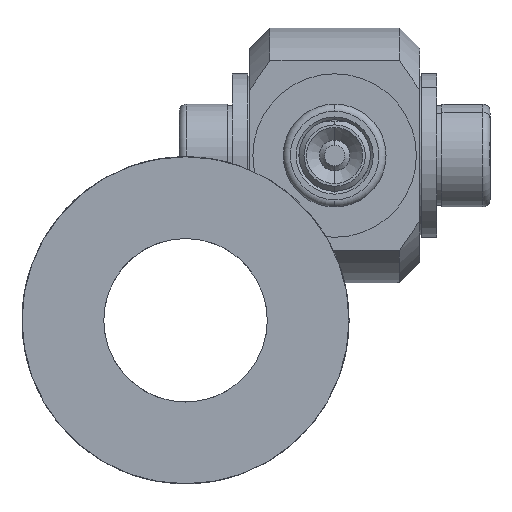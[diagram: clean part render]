
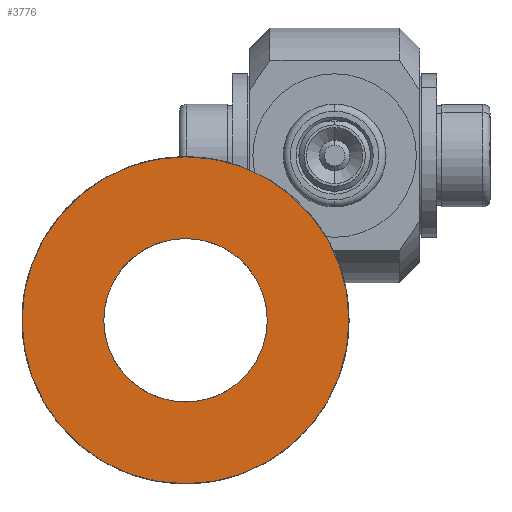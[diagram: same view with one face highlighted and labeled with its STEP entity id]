
A CAD part, left-side view. The second image highlights one B-rep face of the part: STEP entity #3776.
In plain terms, the highlighted face is planar.
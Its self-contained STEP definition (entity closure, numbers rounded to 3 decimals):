
#496=PLANE('',#7144);
#1295=VERTEX_POINT('',#6344);
#1327=VERTEX_POINT('',#6701);
#1543=CIRCLE('',#7122,0.8);
#1549=CIRCLE('',#7143,1.6);
#1999=EDGE_CURVE('',#1295,#1295,#1543,.T.);
#2045=EDGE_CURVE('',#1327,#1327,#1549,.T.);
#3036=ORIENTED_EDGE('',*,*,#1999,.T.);
#3037=ORIENTED_EDGE('',*,*,#2045,.F.);
#3298=EDGE_LOOP('',(#3036));
#3299=EDGE_LOOP('',(#3037));
#3560=FACE_BOUND('',#3298,.T.);
#3561=FACE_BOUND('',#3299,.T.);
#3776=ADVANCED_FACE('',(#3560,#3561),#496,.T.);
#4800=DIRECTION('',(0.,0.,-1.));
#4801=DIRECTION('',(0.8,0.,0.));
#4854=DIRECTION('',(0.,0.,-1.));
#4855=DIRECTION('',(1.6,0.,0.));
#4856=DIRECTION('',(0.,0.,1.));
#6343=CARTESIAN_POINT('',(0.,0.,3.25));
#6344=CARTESIAN_POINT('',(-0.8,0.,3.25));
#6700=CARTESIAN_POINT('',(0.,0.,3.25));
#6701=CARTESIAN_POINT('',(1.6,0.,3.25));
#6702=CARTESIAN_POINT('',(0.,0.,3.25));
#7122=AXIS2_PLACEMENT_3D('',#6343,#4800,#4801);
#7143=AXIS2_PLACEMENT_3D('',#6700,#4854,#4855);
#7144=AXIS2_PLACEMENT_3D('',#6702,#4856,$);
